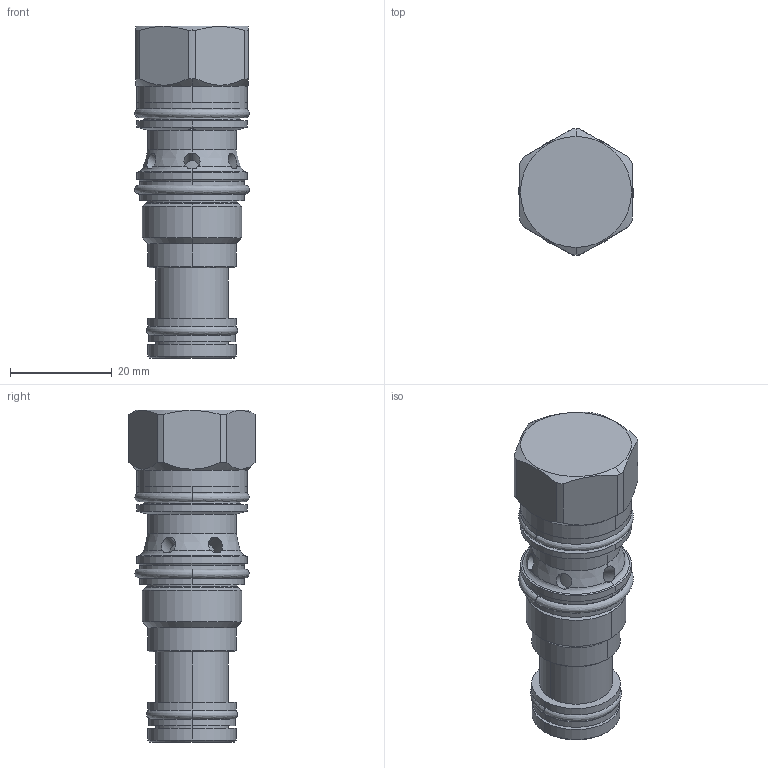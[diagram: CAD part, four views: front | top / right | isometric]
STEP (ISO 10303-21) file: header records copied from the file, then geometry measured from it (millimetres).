
FILE_DESCRIPTION((''),'2;1');
FILE_NAME('PPDF8-WN_PRT','2015-05-26T',('Administrator'),(''),'PRO/ENGINEER BY PARAMETRIC TECHNOLOGY CORPORATION, 2006240','PRO/ENGINEER BY PARAMETRIC TECHNOLOGY CORPORATION, 2006240','');
FILE_SCHEMA(('CONFIG_CONTROL_DESIGN'));
Length unit declared in the file: inch
Products named in the file (1): PPDF8-WN_PRT
Bounding box: 22.55 x 24.84 x 65.37 mm (x, y, z)
Volume: 18953.8 mm3; surface area: 7296.5 mm2
Topology: 5 solids, 5 shells, 146 faces, 328 edges, 196 vertices
Faces by surface type: cylinder 68, cone 24, plane 22, torus 20, revolution 12
Entity records: 5363 total; most frequent: CARTESIAN_POINT 2093, DIRECTION 692, ORIENTED_EDGE 652, EDGE_CURVE 326, AXIS2_PLACEMENT_3D 294, VERTEX_POINT 196, EDGE_LOOP 160, CIRCLE 160
